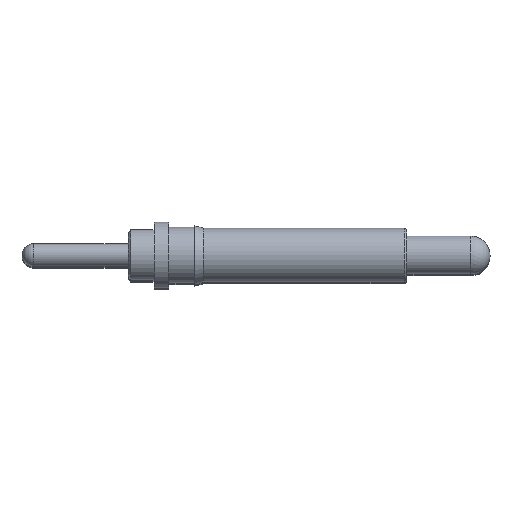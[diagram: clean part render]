
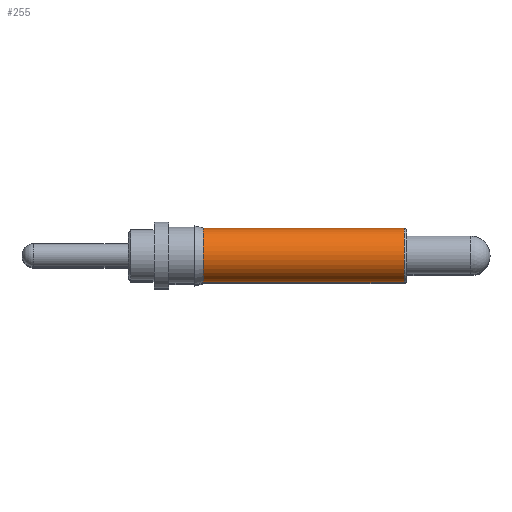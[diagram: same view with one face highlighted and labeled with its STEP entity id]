
A CAD part, top view. The second image highlights one B-rep face of the part: STEP entity #255.
In plain terms, the highlighted cylindrical face has radius 0.749 mm (diameter 1.499 mm), a full revolution.
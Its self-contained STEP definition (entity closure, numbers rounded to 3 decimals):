
#64=LINE('',#446,#73);
#73=VECTOR('',#346,0.749);
#82=CYLINDRICAL_SURFACE('',#289,0.749);
#89=FACE_OUTER_BOUND('',#105,.T.);
#105=EDGE_LOOP('',(#198,#199,#200,#201));
#128=CIRCLE('',#290,0.749);
#129=CIRCLE('',#291,0.749);
#148=VERTEX_POINT('',#443);
#149=VERTEX_POINT('',#445);
#168=EDGE_CURVE('',#148,#148,#128,.T.);
#169=EDGE_CURVE('',#148,#149,#64,.T.);
#170=EDGE_CURVE('',#149,#149,#129,.T.);
#198=ORIENTED_EDGE('',*,*,#168,.T.);
#199=ORIENTED_EDGE('',*,*,#169,.T.);
#200=ORIENTED_EDGE('',*,*,#170,.T.);
#201=ORIENTED_EDGE('',*,*,#169,.F.);
#255=ADVANCED_FACE('',(#89),#82,.T.);
#289=AXIS2_PLACEMENT_3D('',#442,#342,#343);
#290=AXIS2_PLACEMENT_3D('',#444,#344,#345);
#291=AXIS2_PLACEMENT_3D('',#447,#347,#348);
#342=DIRECTION('center_axis',(-1.,0.,0.));
#343=DIRECTION('ref_axis',(0.,0.,1.));
#344=DIRECTION('center_axis',(1.,0.,0.));
#345=DIRECTION('ref_axis',(0.,0.,1.));
#346=DIRECTION('',(1.,0.,0.));
#347=DIRECTION('center_axis',(-1.,0.,0.));
#348=DIRECTION('ref_axis',(0.,0.,1.));
#442=CARTESIAN_POINT('Origin',(0.,0.,0.));
#443=CARTESIAN_POINT('',(4.987,0.,-0.749));
#444=CARTESIAN_POINT('Origin',(4.987,0.,0.));
#445=CARTESIAN_POINT('',(10.516,0.,-0.749));
#446=CARTESIAN_POINT('',(0.,0.,-0.749));
#447=CARTESIAN_POINT('Origin',(10.516,0.,0.));
